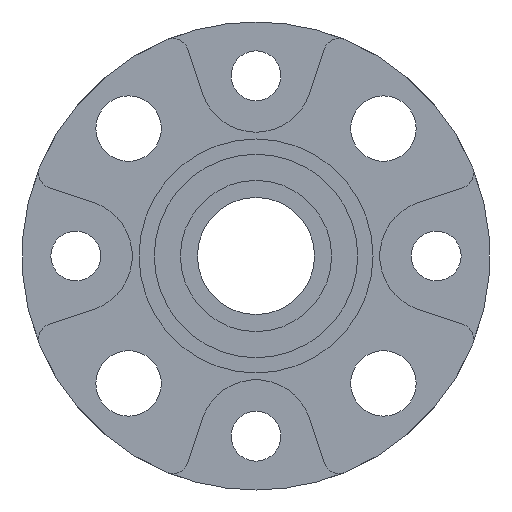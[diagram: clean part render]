
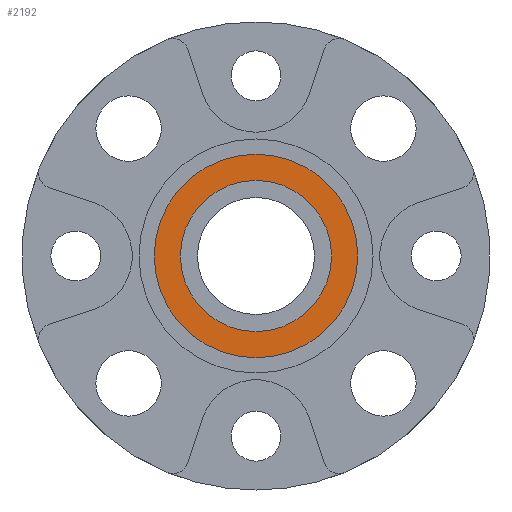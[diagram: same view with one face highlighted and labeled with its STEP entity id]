
A CAD part, front view. The second image highlights one B-rep face of the part: STEP entity #2192.
In plain terms, the highlighted planar face has unit normal (0, -1, 0).
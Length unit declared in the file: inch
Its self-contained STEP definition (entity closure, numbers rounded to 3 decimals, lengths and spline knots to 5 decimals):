
#17 = CIRCLE ( 'NONE', #3291, 0.2175 ) ;
#51 = ORIENTED_EDGE ( 'NONE', *, *, #77, .F. ) ;
#77 = EDGE_CURVE ( 'NONE', #3197, #1141, #2844, .T. ) ;
#89 = CIRCLE ( 'NONE', #2173, 0.2175 ) ;
#136 = FACE_OUTER_BOUND ( 'NONE', #1787, .T. ) ;
#204 = VERTEX_POINT ( 'NONE', #2825 ) ;
#249 = CARTESIAN_POINT ( 'NONE',  ( 0., 0.01, 0. ) ) ;
#257 = CARTESIAN_POINT ( 'NONE',  ( 0., 0.01, -0.2175 ) ) ;
#284 = ORIENTED_EDGE ( 'NONE', *, *, #3562, .T. ) ;
#366 = EDGE_LOOP ( 'NONE', ( #1511, #51 ) ) ;
#407 = DIRECTION ( 'NONE',  ( 0., -1., 0. ) ) ;
#522 = CARTESIAN_POINT ( 'NONE',  ( 0., 0.01, 0.1615 ) ) ;
#826 = VERTEX_POINT ( 'NONE', #257 ) ;
#851 = ORIENTED_EDGE ( 'NONE', *, *, #3117, .T. ) ;
#1128 = CARTESIAN_POINT ( 'NONE',  ( 0., 0.01, 0. ) ) ;
#1141 = VERTEX_POINT ( 'NONE', #2523 ) ;
#1453 = AXIS2_PLACEMENT_3D ( 'NONE', #2511, #2022, #3097 ) ;
#1511 = ORIENTED_EDGE ( 'NONE', *, *, #2923, .F. ) ;
#1565 = DIRECTION ( 'NONE',  ( 0., -1., 0. ) ) ;
#1787 = EDGE_LOOP ( 'NONE', ( #851, #284 ) ) ;
#1995 = CIRCLE ( 'NONE', #2495, 0.1615 ) ;
#2022 = DIRECTION ( 'NONE',  ( 0., -1., 0. ) ) ;
#2076 = CARTESIAN_POINT ( 'NONE',  ( 0., 0.01, 0. ) ) ;
#2118 = AXIS2_PLACEMENT_3D ( 'NONE', #249, #2819, #2388 ) ;
#2173 = AXIS2_PLACEMENT_3D ( 'NONE', #2076, #407, #2372 ) ;
#2192 = ADVANCED_FACE ( 'NONE', ( #2365, #136 ), #2230, .T. ) ;
#2230 = PLANE ( 'NONE',  #1453 ) ;
#2365 = FACE_BOUND ( 'NONE', #366, .T. ) ;
#2372 = DIRECTION ( 'NONE',  ( 0., 0., -1. ) ) ;
#2388 = DIRECTION ( 'NONE',  ( 0., 0., -1. ) ) ;
#2495 = AXIS2_PLACEMENT_3D ( 'NONE', #1128, #3123, #2753 ) ;
#2511 = CARTESIAN_POINT ( 'NONE',  ( 0., 0.01, 0. ) ) ;
#2523 = CARTESIAN_POINT ( 'NONE',  ( 0., 0.01, -0.1615 ) ) ;
#2753 = DIRECTION ( 'NONE',  ( 0., 0., -1. ) ) ;
#2819 = DIRECTION ( 'NONE',  ( 0., -1., 0. ) ) ;
#2825 = CARTESIAN_POINT ( 'NONE',  ( 0., 0.01, 0.2175 ) ) ;
#2844 = CIRCLE ( 'NONE', #2118, 0.1615 ) ;
#2923 = EDGE_CURVE ( 'NONE', #1141, #3197, #1995, .T. ) ;
#3097 = DIRECTION ( 'NONE',  ( 0., 0., -1. ) ) ;
#3117 = EDGE_CURVE ( 'NONE', #826, #204, #17, .T. ) ;
#3123 = DIRECTION ( 'NONE',  ( 0., -1., 0. ) ) ;
#3197 = VERTEX_POINT ( 'NONE', #522 ) ;
#3291 = AXIS2_PLACEMENT_3D ( 'NONE', #3321, #1565, #3619 ) ;
#3321 = CARTESIAN_POINT ( 'NONE',  ( 0., 0.01, 0. ) ) ;
#3562 = EDGE_CURVE ( 'NONE', #204, #826, #89, .T. ) ;
#3619 = DIRECTION ( 'NONE',  ( 0., 0., -1. ) ) ;
